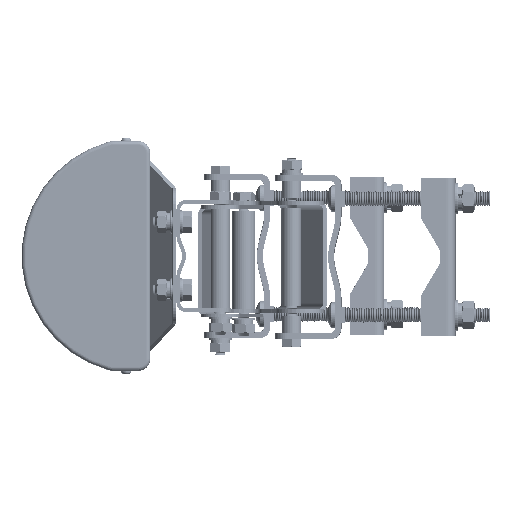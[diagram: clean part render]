
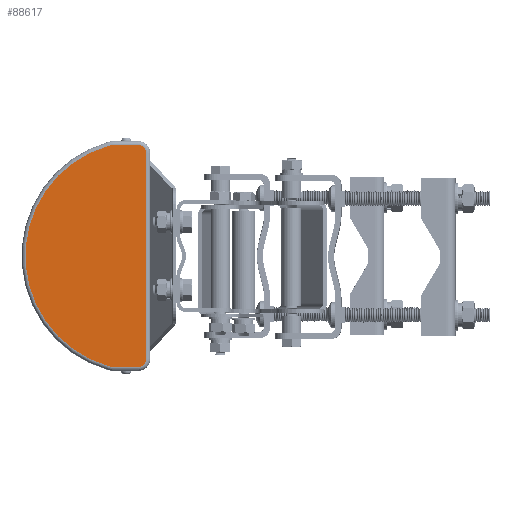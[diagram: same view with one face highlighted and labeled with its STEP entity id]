
A CAD part, left-side view. The second image highlights one B-rep face of the part: STEP entity #88617.
In plain terms, the highlighted planar face has unit normal (-1, 0, 0).
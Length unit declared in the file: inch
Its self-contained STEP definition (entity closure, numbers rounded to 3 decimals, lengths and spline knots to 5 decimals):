
#6698 = EDGE_CURVE ( 'NONE', #78809, #78811, #121390, .T. ) ;
#6702 = EDGE_CURVE ( 'NONE', #78811, #78815, #121400, .T. ) ;
#6706 = EDGE_CURVE ( 'NONE', #78815, #78816, #121404, .T. ) ;
#6708 = EDGE_CURVE ( 'NONE', #78816, #78817, #121406, .T. ) ;
#6710 = EDGE_CURVE ( 'NONE', #78817, #78819, #121407, .T. ) ;
#6714 = EDGE_CURVE ( 'NONE', #78819, #78822, #121402, .T. ) ;
#6718 = EDGE_CURVE ( 'NONE', #78822, #78823, #121410, .T. ) ;
#6722 = EDGE_CURVE ( 'NONE', #78823, #78809, #121413, .T. ) ;
#14872 = PLANE ( 'NONE',  #16272 ) ;
#14889 = CARTESIAN_POINT ( 'NONE',  ( -30.25, 0.25, -2.08465 ) ) ;
#14890 = DIRECTION ( 'NONE',  ( -1., 0., 0. ) ) ;
#14892 = DIRECTION ( 'NONE',  ( 0., 0., 1. ) ) ;
#16272 = AXIS2_PLACEMENT_3D ( 'NONE', #14889, #14890, #14892 ) ;
#19567 = FACE_OUTER_BOUND ( 'NONE', #67822, .T. ) ;
#67822 = EDGE_LOOP ( 'NONE', ( #108520, #108522, #108525, #108528, #108531, #108533, #108535, #108537 ) ) ;
#78809 = VERTEX_POINT ( 'NONE', #119524 ) ;
#78811 = VERTEX_POINT ( 'NONE', #119525 ) ;
#78815 = VERTEX_POINT ( 'NONE', #119527 ) ;
#78816 = VERTEX_POINT ( 'NONE', #119528 ) ;
#78817 = VERTEX_POINT ( 'NONE', #119529 ) ;
#78819 = VERTEX_POINT ( 'NONE', #119530 ) ;
#78822 = VERTEX_POINT ( 'NONE', #119531 ) ;
#78823 = VERTEX_POINT ( 'NONE', #119532 ) ;
#88617 = ADVANCED_FACE ( 'NONE', ( #19567 ), #14872, .T. ) ;
#101044 = AXIS2_PLACEMENT_3D ( 'NONE', #124537, #124538, #124540 ) ;
#101047 = AXIS2_PLACEMENT_3D ( 'NONE', #124546, #124548, #124549 ) ;
#101049 = AXIS2_PLACEMENT_3D ( 'NONE', #124553, #124554, #124556 ) ;
#101050 = AXIS2_PLACEMENT_3D ( 'NONE', #124566, #124567, #124569 ) ;
#101052 = AXIS2_PLACEMENT_3D ( 'NONE', #124579, #124581, #124582 ) ;
#108520 = ORIENTED_EDGE ( 'NONE', *, *, #6698, .T. ) ;
#108522 = ORIENTED_EDGE ( 'NONE', *, *, #6702, .T. ) ;
#108525 = ORIENTED_EDGE ( 'NONE', *, *, #6706, .T. ) ;
#108528 = ORIENTED_EDGE ( 'NONE', *, *, #6708, .T. ) ;
#108531 = ORIENTED_EDGE ( 'NONE', *, *, #6710, .T. ) ;
#108533 = ORIENTED_EDGE ( 'NONE', *, *, #6714, .T. ) ;
#108535 = ORIENTED_EDGE ( 'NONE', *, *, #6718, .T. ) ;
#108537 = ORIENTED_EDGE ( 'NONE', *, *, #6722, .T. ) ;
#119524 = CARTESIAN_POINT ( 'NONE',  ( -30.25, 0.25, 2.25591 ) ) ;
#119525 = CARTESIAN_POINT ( 'NONE',  ( -30.25, 0.72266, 2.25591 ) ) ;
#119527 = CARTESIAN_POINT ( 'NONE',  ( -30.25, 0.83646, 2.24024 ) ) ;
#119528 = CARTESIAN_POINT ( 'NONE',  ( -30.25, 0.83646, -2.24024 ) ) ;
#119529 = CARTESIAN_POINT ( 'NONE',  ( -30.25, 0.72266, -2.25591 ) ) ;
#119530 = CARTESIAN_POINT ( 'NONE',  ( -30.25, 0.25, -2.25591 ) ) ;
#119531 = CARTESIAN_POINT ( 'NONE',  ( -30.25, 0.07874, -2.08465 ) ) ;
#119532 = CARTESIAN_POINT ( 'NONE',  ( -30.25, 0.07874, 2.08465 ) ) ;
#121390 = LINE ( 'NONE', #124517, #121401 ) ;
#121400 = CIRCLE ( 'NONE', #101044, 0.42126 ) ;
#121401 = VECTOR ( 'NONE', #124524, 39.37008 ) ;
#121402 = CIRCLE ( 'NONE', #101050, 0.17126 ) ;
#121404 = CIRCLE ( 'NONE', #101047, 2.32675 ) ;
#121406 = CIRCLE ( 'NONE', #101049, 0.42126 ) ;
#121407 = LINE ( 'NONE', #124542, #121409 ) ;
#121409 = VECTOR ( 'NONE', #124544, 39.37008 ) ;
#121410 = LINE ( 'NONE', #124564, #121416 ) ;
#121413 = CIRCLE ( 'NONE', #101052, 0.17126 ) ;
#121416 = VECTOR ( 'NONE', #124571, 39.37008 ) ;
#124517 = CARTESIAN_POINT ( 'NONE',  ( -30.25, 0.72266, 2.25591 ) ) ;
#124524 = DIRECTION ( 'NONE',  ( 0., 1., 0. ) ) ;
#124537 = CARTESIAN_POINT ( 'NONE',  ( -30.25, 0.72266, 1.83465 ) ) ;
#124538 = DIRECTION ( 'NONE',  ( -1., 0., 0. ) ) ;
#124540 = DIRECTION ( 'NONE',  ( 0., 0., 1. ) ) ;
#124542 = CARTESIAN_POINT ( 'NONE',  ( -30.25, 0.25, -2.25591 ) ) ;
#124544 = DIRECTION ( 'NONE',  ( 0., -1., 0. ) ) ;
#124546 = CARTESIAN_POINT ( 'NONE',  ( -30.25, 0.20789, 0. ) ) ;
#124548 = DIRECTION ( 'NONE',  ( -1., 0., 0. ) ) ;
#124549 = DIRECTION ( 'NONE',  ( 0., 0., 1. ) ) ;
#124553 = CARTESIAN_POINT ( 'NONE',  ( -30.25, 0.72266, -1.83465 ) ) ;
#124554 = DIRECTION ( 'NONE',  ( -1., 0., 0. ) ) ;
#124556 = DIRECTION ( 'NONE',  ( 0., 0., 1. ) ) ;
#124564 = CARTESIAN_POINT ( 'NONE',  ( -30.25, 0.07874, 2.08465 ) ) ;
#124566 = CARTESIAN_POINT ( 'NONE',  ( -30.25, 0.25, -2.08465 ) ) ;
#124567 = DIRECTION ( 'NONE',  ( -1., 0., 0. ) ) ;
#124569 = DIRECTION ( 'NONE',  ( 0., 0., 1. ) ) ;
#124571 = DIRECTION ( 'NONE',  ( 0., 0., 1. ) ) ;
#124579 = CARTESIAN_POINT ( 'NONE',  ( -30.25, 0.25, 2.08465 ) ) ;
#124581 = DIRECTION ( 'NONE',  ( -1., 0., 0. ) ) ;
#124582 = DIRECTION ( 'NONE',  ( 0., 0., 1. ) ) ;
